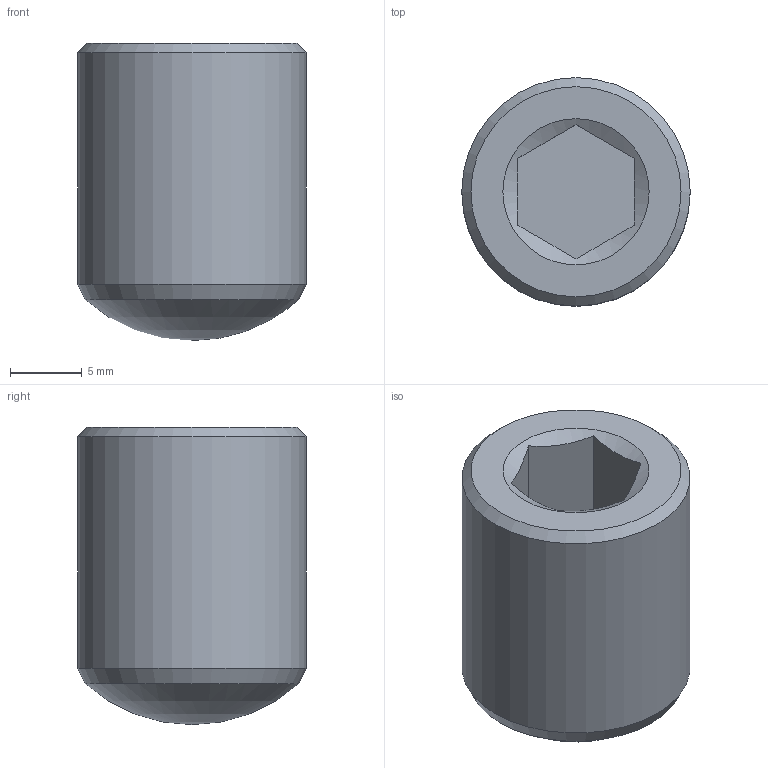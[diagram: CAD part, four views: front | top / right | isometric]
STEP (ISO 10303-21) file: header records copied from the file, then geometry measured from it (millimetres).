
FILE_DESCRIPTION(/* description */ (''),/* implementation_level */ '2;1');
FILE_NAME(/* name */ '14237-M.stp',/* time_stamp */ '2016-02-25T17:44:52-05:00',/* author */ ('DHiltner'),/* organization */ (''),/* preprocessor_version */ 'ST-DEVELOPER v15.6',/* originating_system */ 'Autodesk Inventor 2015',/* authorisation */ '');
FILE_SCHEMA (('AUTOMOTIVE_DESIGN { 1 0 10303 214 3 1 1 }'));
Length unit declared in the file: inch
Products named in the file (1): 14237-M
Bounding box: 15.88 x 15.88 x 20.65 mm (x, y, z)
Volume: 3214.7 mm3; surface area: 1526.2 mm2
Topology: 1 solids, 1 shells, 13 faces, 31 edges, 20 vertices
Faces by surface type: plane 8, cone 3, cylinder 1, sphere 1
Full cylindrical faces by diameter (mm): 15.875 x1
Entity records: 342 total; most frequent: CARTESIAN_POINT 66, DIRECTION 50, ORIENTED_EDGE 46, EDGE_CURVE 23, AXIS2_PLACEMENT_3D 19, EDGE_LOOP 18, VERTEX_POINT 17, FACE_OUTER_BOUND 13
